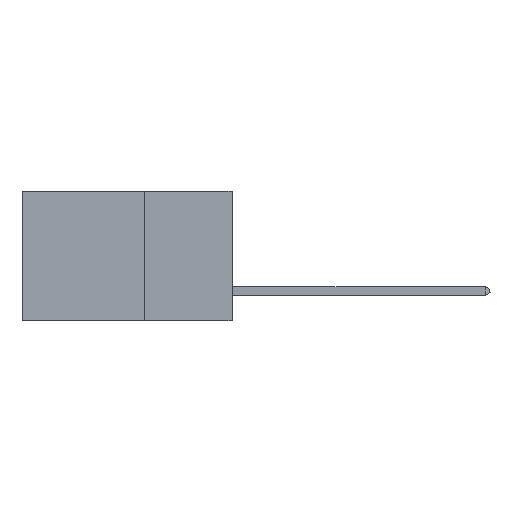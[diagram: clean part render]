
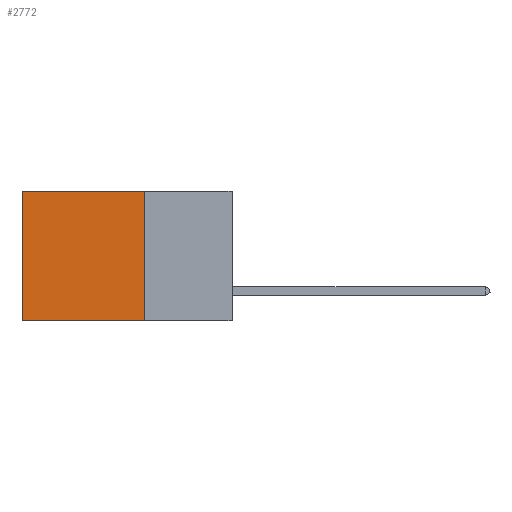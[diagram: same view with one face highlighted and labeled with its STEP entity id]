
A CAD part, left-side view. The second image highlights one B-rep face of the part: STEP entity #2772.
In plain terms, the highlighted planar face has unit normal (-1, 0, 0).
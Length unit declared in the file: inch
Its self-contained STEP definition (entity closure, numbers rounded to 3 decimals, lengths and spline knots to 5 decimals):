
#357 = ORIENTED_EDGE ( 'NONE', *, *, #18680, .F. ) ;
#1855 = LINE ( 'NONE', #22519, #12064 ) ;
#2537 = ORIENTED_EDGE ( 'NONE', *, *, #8047, .T. ) ;
#2772 = ADVANCED_FACE ( 'NONE', ( #16574 ), #11806, .F. ) ;
#4205 = VECTOR ( 'NONE', #18791, 39.37008 ) ;
#5262 = CARTESIAN_POINT ( 'NONE',  ( 0.2875, 0.25, -0.37 ) ) ;
#5281 = DIRECTION ( 'NONE',  ( 1., 0., 0. ) ) ;
#6166 = ORIENTED_EDGE ( 'NONE', *, *, #23540, .F. ) ;
#7550 = VECTOR ( 'NONE', #23911, 39.37008 ) ;
#8047 = EDGE_CURVE ( 'NONE', #21836, #28249, #1855, .T. ) ;
#8567 = VERTEX_POINT ( 'NONE', #25449 ) ;
#11505 = CARTESIAN_POINT ( 'NONE',  ( 0.2875, 0.25, 0. ) ) ;
#11525 = VECTOR ( 'NONE', #22243, 39.37008 ) ;
#11806 = PLANE ( 'NONE',  #28463 ) ;
#12064 = VECTOR ( 'NONE', #28904, 39.37008 ) ;
#12807 = VERTEX_POINT ( 'NONE', #29369 ) ;
#13392 = EDGE_CURVE ( 'NONE', #8567, #21836, #22117, .T. ) ;
#13463 = CARTESIAN_POINT ( 'NONE',  ( 0.2875, 0.25, 0. ) ) ;
#16574 = FACE_OUTER_BOUND ( 'NONE', #28440, .T. ) ;
#18680 = EDGE_CURVE ( 'NONE', #8567, #12807, #20012, .T. ) ;
#18791 = DIRECTION ( 'NONE',  ( 0., 1., 0. ) ) ;
#19165 = CARTESIAN_POINT ( 'NONE',  ( 0.2875, 0.25, 0. ) ) ;
#20012 = LINE ( 'NONE', #13463, #11525 ) ;
#20454 = DIRECTION ( 'NONE',  ( 0., 0., -1. ) ) ;
#21172 = LINE ( 'NONE', #5262, #4205 ) ;
#21836 = VERTEX_POINT ( 'NONE', #22845 ) ;
#22117 = LINE ( 'NONE', #19165, #7550 ) ;
#22243 = DIRECTION ( 'NONE',  ( 0., 0., -1. ) ) ;
#22519 = CARTESIAN_POINT ( 'NONE',  ( 0.2875, 0.6, 0. ) ) ;
#22845 = CARTESIAN_POINT ( 'NONE',  ( 0.2875, 0.6, 0. ) ) ;
#23540 = EDGE_CURVE ( 'NONE', #12807, #28249, #21172, .T. ) ;
#23618 = CARTESIAN_POINT ( 'NONE',  ( 0.2875, 0.6, -0.37 ) ) ;
#23911 = DIRECTION ( 'NONE',  ( 0., 1., 0. ) ) ;
#25449 = CARTESIAN_POINT ( 'NONE',  ( 0.2875, 0.25, 0. ) ) ;
#27053 = ORIENTED_EDGE ( 'NONE', *, *, #13392, .T. ) ;
#28249 = VERTEX_POINT ( 'NONE', #23618 ) ;
#28440 = EDGE_LOOP ( 'NONE', ( #2537, #6166, #357, #27053 ) ) ;
#28463 = AXIS2_PLACEMENT_3D ( 'NONE', #11505, #5281, #20454 ) ;
#28904 = DIRECTION ( 'NONE',  ( 0., 0., -1. ) ) ;
#29369 = CARTESIAN_POINT ( 'NONE',  ( 0.2875, 0.25, -0.37 ) ) ;
